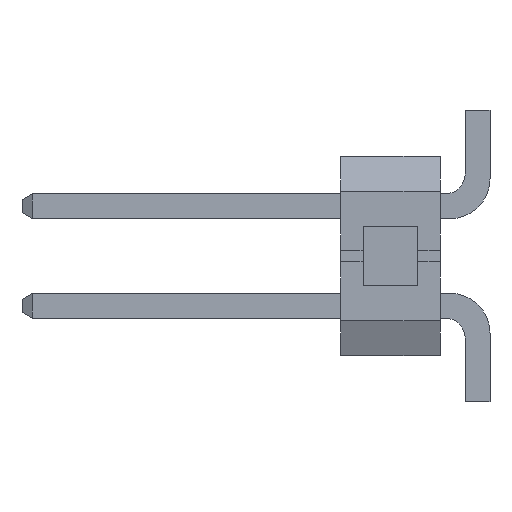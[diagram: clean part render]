
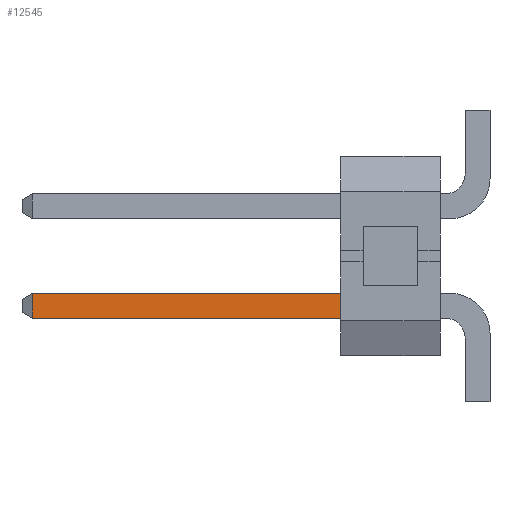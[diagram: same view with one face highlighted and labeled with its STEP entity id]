
A CAD part, left-side view. The second image highlights one B-rep face of the part: STEP entity #12545.
In plain terms, the highlighted planar face has unit normal (-1, 0, 0).
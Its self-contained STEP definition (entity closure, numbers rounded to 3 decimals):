
#146 = EDGE_CURVE ( 'NONE', #3807, #2841, #14047, .T. ) ;
#171 = CARTESIAN_POINT ( 'NONE',  ( -6.667, 11.678, -2.857 ) ) ;
#311 = CARTESIAN_POINT ( 'NONE',  ( -6.667, 11.678, -2.223 ) ) ;
#464 = LINE ( 'NONE', #3125, #13406 ) ;
#859 = CARTESIAN_POINT ( 'NONE',  ( -6.667, 2.667, 0. ) ) ;
#1964 = LINE ( 'NONE', #14340, #7366 ) ;
#2289 = ORIENTED_EDGE ( 'NONE', *, *, #146, .F. ) ;
#2841 = VERTEX_POINT ( 'NONE', #11990 ) ;
#3125 = CARTESIAN_POINT ( 'NONE',  ( -6.667, 1.143, -2.857 ) ) ;
#3500 = EDGE_CURVE ( 'NONE', #2841, #13768, #464, .T. ) ;
#3771 = LINE ( 'NONE', #8954, #13461 ) ;
#3807 = VERTEX_POINT ( 'NONE', #5829 ) ;
#4289 = DIRECTION ( 'NONE',  ( 0., 1., 0. ) ) ;
#4902 = EDGE_CURVE ( 'NONE', #8783, #3807, #1964, .T. ) ;
#5630 = DIRECTION ( 'NONE',  ( 0., 0., -1. ) ) ;
#5829 = CARTESIAN_POINT ( 'NONE',  ( -6.667, 2.667, -2.223 ) ) ;
#5949 = CARTESIAN_POINT ( 'NONE',  ( -6.667, 1.016, -3.239 ) ) ;
#7366 = VECTOR ( 'NONE', #12087, 1000. ) ;
#7981 = EDGE_LOOP ( 'NONE', ( #14627, #9491, #8569, #2289 ) ) ;
#8569 = ORIENTED_EDGE ( 'NONE', *, *, #3500, .F. ) ;
#8783 = VERTEX_POINT ( 'NONE', #311 ) ;
#8954 = CARTESIAN_POINT ( 'NONE',  ( -6.667, 11.678, -3.239 ) ) ;
#9491 = ORIENTED_EDGE ( 'NONE', *, *, #11515, .T. ) ;
#9553 = PLANE ( 'NONE',  #12523 ) ;
#11011 = VECTOR ( 'NONE', #14617, 1000. ) ;
#11515 = EDGE_CURVE ( 'NONE', #8783, #13768, #3771, .T. ) ;
#11812 = DIRECTION ( 'NONE',  ( 1., 0., 0. ) ) ;
#11853 = DIRECTION ( 'NONE',  ( 0., 0., -1. ) ) ;
#11990 = CARTESIAN_POINT ( 'NONE',  ( -6.667, 2.667, -2.857 ) ) ;
#12087 = DIRECTION ( 'NONE',  ( 0., -1., 0. ) ) ;
#12340 = FACE_OUTER_BOUND ( 'NONE', #7981, .T. ) ;
#12523 = AXIS2_PLACEMENT_3D ( 'NONE', #5949, #11812, #11853 ) ;
#12545 = ADVANCED_FACE ( 'NONE', ( #12340 ), #9553, .F. ) ;
#13406 = VECTOR ( 'NONE', #4289, 1000. ) ;
#13461 = VECTOR ( 'NONE', #5630, 1000. ) ;
#13768 = VERTEX_POINT ( 'NONE', #171 ) ;
#14047 = LINE ( 'NONE', #859, #11011 ) ;
#14340 = CARTESIAN_POINT ( 'NONE',  ( -6.667, 11.938, -2.223 ) ) ;
#14617 = DIRECTION ( 'NONE',  ( 0., 0., -1. ) ) ;
#14627 = ORIENTED_EDGE ( 'NONE', *, *, #4902, .F. ) ;
